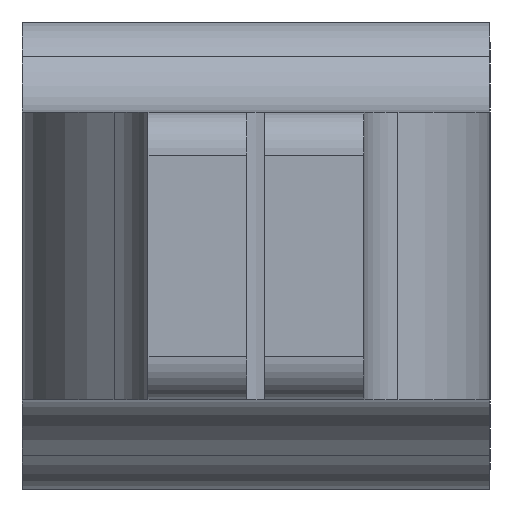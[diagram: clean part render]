
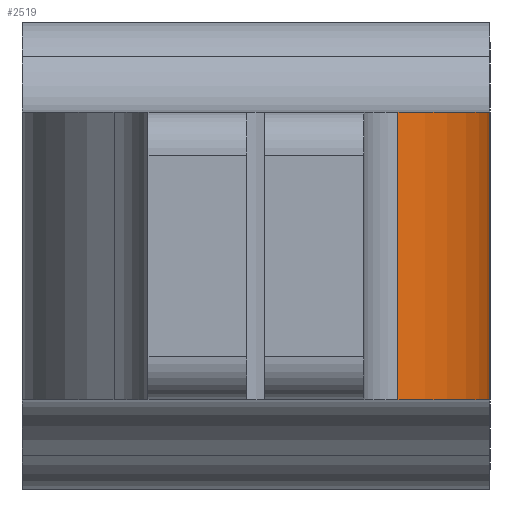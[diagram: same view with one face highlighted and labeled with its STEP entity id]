
A CAD part, left-side view. The second image highlights one B-rep face of the part: STEP entity #2519.
In plain terms, the highlighted cylindrical face has radius 20.637 mm (diameter 41.275 mm), a partial arc.
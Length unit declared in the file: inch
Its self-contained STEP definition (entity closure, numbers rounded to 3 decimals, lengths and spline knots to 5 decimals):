
#176=FACE_OUTER_BOUND('',#331,.T.);
#331=EDGE_LOOP('',(#1983,#1984,#1985,#1986));
#522=LINE('',#4069,#735);
#523=LINE('',#4073,#736);
#735=VECTOR('',#3289,0.3937);
#736=VECTOR('',#3294,0.3937);
#890=CIRCLE('',#2709,0.8125);
#906=CIRCLE('',#2741,0.8125);
#1101=VERTEX_POINT('',#4002);
#1102=VERTEX_POINT('',#4004);
#1119=VERTEX_POINT('',#4067);
#1120=VERTEX_POINT('',#4071);
#1400=EDGE_CURVE('',#1101,#1102,#890,.T.);
#1432=EDGE_CURVE('',#1119,#1101,#522,.T.);
#1433=EDGE_CURVE('',#1120,#1119,#906,.T.);
#1434=EDGE_CURVE('',#1120,#1102,#523,.T.);
#1983=ORIENTED_EDGE('',*,*,#1432,.F.);
#1984=ORIENTED_EDGE('',*,*,#1433,.F.);
#1985=ORIENTED_EDGE('',*,*,#1434,.T.);
#1986=ORIENTED_EDGE('',*,*,#1400,.F.);
#2409=CYLINDRICAL_SURFACE('',#2740,0.8125);
#2519=ADVANCED_FACE('',(#176),#2409,.T.);
#2709=AXIS2_PLACEMENT_3D('',#4005,#3211,#3212);
#2740=AXIS2_PLACEMENT_3D('',#4070,#3290,#3291);
#2741=AXIS2_PLACEMENT_3D('',#4072,#3292,#3293);
#3211=DIRECTION('center_axis',(0.,0.,1.));
#3212=DIRECTION('ref_axis',(0.,1.,0.));
#3289=DIRECTION('',(0.,0.,1.));
#3290=DIRECTION('center_axis',(0.,0.,1.));
#3291=DIRECTION('ref_axis',(0.,1.,0.));
#3292=DIRECTION('center_axis',(0.,0.,-1.));
#3293=DIRECTION('ref_axis',(0.,1.,0.));
#3294=DIRECTION('',(0.,0.,1.));
#4002=CARTESIAN_POINT('',(-0.64586,-0.49298,0.5));
#4004=CARTESIAN_POINT('',(0.,-0.8125,0.5));
#4005=CARTESIAN_POINT('Origin',(0.,0.,0.5));
#4067=CARTESIAN_POINT('',(-0.64586,-0.49298,-0.5));
#4069=CARTESIAN_POINT('',(-0.64586,-0.49298,0.));
#4070=CARTESIAN_POINT('Origin',(0.,0.,0.));
#4071=CARTESIAN_POINT('',(0.,-0.8125,-0.5));
#4072=CARTESIAN_POINT('Origin',(0.,0.,-0.5));
#4073=CARTESIAN_POINT('',(0.,-0.8125,0.));
